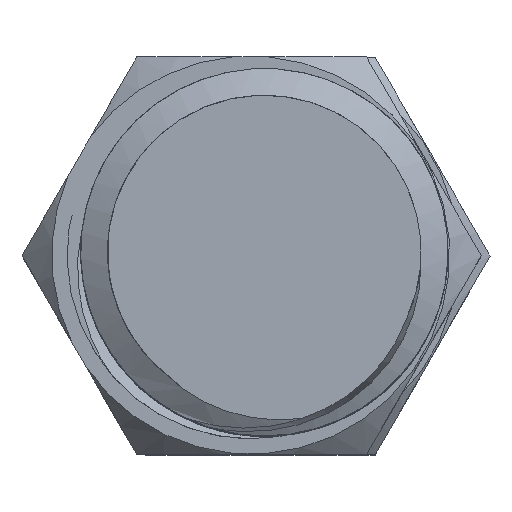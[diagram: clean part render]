
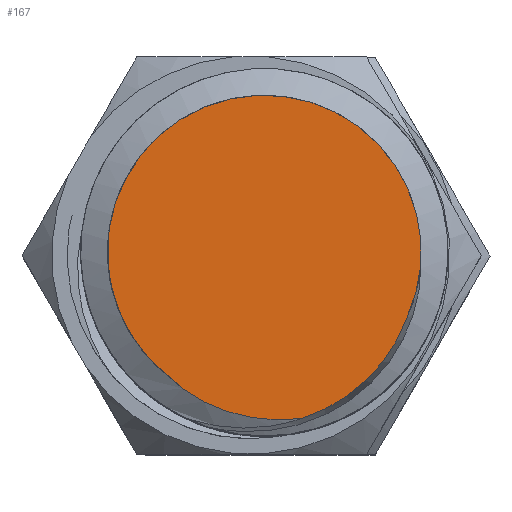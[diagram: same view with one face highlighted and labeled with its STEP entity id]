
A CAD part, top view. The second image highlights one B-rep face of the part: STEP entity #167.
In plain terms, the highlighted planar face has unit normal (0, 0, 1).
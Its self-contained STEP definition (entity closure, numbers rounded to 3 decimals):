
#167=ADVANCED_FACE('',(#222),#205,.T.);
#205=PLANE('',#632);
#222=FACE_OUTER_BOUND('',#252,.T.);
#252=EDGE_LOOP('',(#316,#317,#318));
#296=CIRCLE('',#631,5.125);
#316=ORIENTED_EDGE('',*,*,#517,.F.);
#317=ORIENTED_EDGE('',*,*,#518,.T.);
#318=ORIENTED_EDGE('',*,*,#519,.T.);
#464=VERTEX_POINT('',#818);
#465=VERTEX_POINT('',#819);
#466=VERTEX_POINT('',#824);
#517=EDGE_CURVE('',#464,#465,#591,.T.);
#518=EDGE_CURVE('',#464,#466,#592,.T.);
#519=EDGE_CURVE('',#466,#465,#296,.T.);
#591=B_SPLINE_CURVE_WITH_KNOTS('',3,(#814,#815,#816,#817),.UNSPECIFIED.,
 .F.,.F.,(4,4),(0.,1.),.UNSPECIFIED.);
#592=B_SPLINE_CURVE_WITH_KNOTS('',3,(#820,#821,#822,#823),.UNSPECIFIED.,
 .F.,.F.,(4,4),(0.,1.),.UNSPECIFIED.);
#631=AXIS2_PLACEMENT_3D('',#825,#688,#689);
#632=AXIS2_PLACEMENT_3D('',#826,#690,#691);
#688=DIRECTION('',(0.,0.,1.));
#689=DIRECTION('',(-1.,0.,0.));
#690=DIRECTION('',(0.,0.,1.));
#691=DIRECTION('',(1.,0.,0.));
#814=CARTESIAN_POINT('',(1.206,-5.436,50.));
#815=CARTESIAN_POINT('',(-0.416,-5.651,50.));
#816=CARTESIAN_POINT('',(-2.145,-5.097,50.));
#817=CARTESIAN_POINT('',(-3.304,-3.918,50.));
#818=CARTESIAN_POINT('',(1.206,-5.436,50.));
#819=CARTESIAN_POINT('',(-3.304,-3.918,50.));
#820=CARTESIAN_POINT('',(1.206,-5.436,50.));
#821=CARTESIAN_POINT('',(2.791,-4.938,50.));
#822=CARTESIAN_POINT('',(4.101,-3.707,50.));
#823=CARTESIAN_POINT('',(4.651,-2.153,50.));
#824=CARTESIAN_POINT('',(4.651,-2.153,50.));
#825=CARTESIAN_POINT('',(0.,0.,50.));
#826=CARTESIAN_POINT('',(0.,0.,50.));
